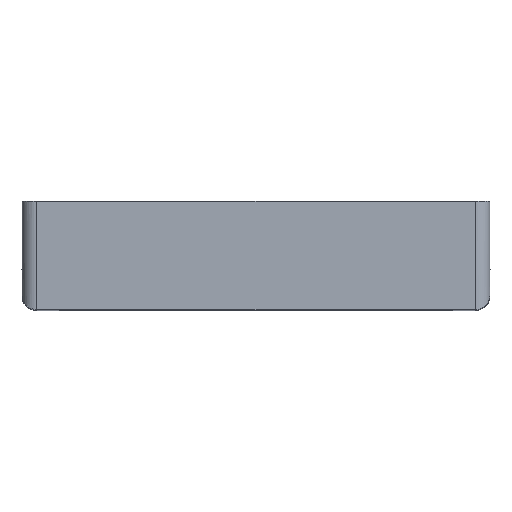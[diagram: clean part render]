
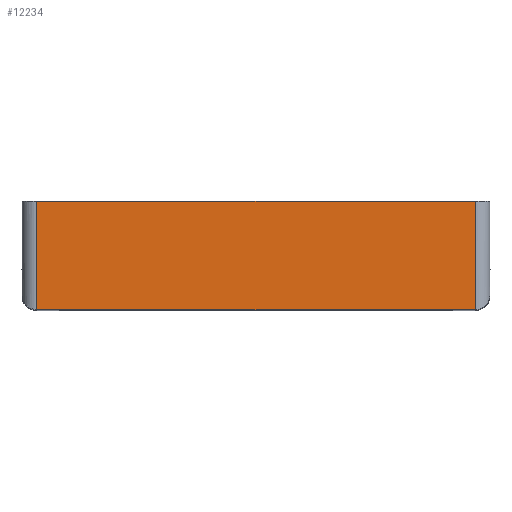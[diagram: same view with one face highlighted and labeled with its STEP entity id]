
A CAD part, top view. The second image highlights one B-rep face of the part: STEP entity #12234.
In plain terms, the highlighted planar face has unit normal (0, 0, 1).
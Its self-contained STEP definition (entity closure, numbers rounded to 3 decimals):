
#75 = EDGE_CURVE ( 'NONE', #200, #4875, #11694, .T. ) ;
#200 = VERTEX_POINT ( 'NONE', #9810 ) ;
#664 = PLANE ( 'NONE',  #2925 ) ;
#1251 = LINE ( 'NONE', #5216, #8127 ) ;
#1555 = ORIENTED_EDGE ( 'NONE', *, *, #75, .T. ) ;
#1600 = VECTOR ( 'NONE', #10262, 1000. ) ;
#2061 = CARTESIAN_POINT ( 'NONE',  ( 47.5, 22., 70. ) ) ;
#2618 = DIRECTION ( 'NONE',  ( 0., 0., 1. ) ) ;
#2925 = AXIS2_PLACEMENT_3D ( 'NONE', #4626, #2618, #11553 ) ;
#3008 = CARTESIAN_POINT ( 'NONE',  ( -44.5, 0., 70. ) ) ;
#3626 = VERTEX_POINT ( 'NONE', #6388 ) ;
#3733 = CARTESIAN_POINT ( 'NONE',  ( 44.5, 22., 70. ) ) ;
#4230 = ORIENTED_EDGE ( 'NONE', *, *, #5554, .T. ) ;
#4537 = EDGE_CURVE ( 'NONE', #4875, #3626, #6202, .T. ) ;
#4626 = CARTESIAN_POINT ( 'NONE',  ( 47.5, 22., 70. ) ) ;
#4875 = VERTEX_POINT ( 'NONE', #3733 ) ;
#5216 = CARTESIAN_POINT ( 'NONE',  ( 47.5, 0., 70. ) ) ;
#5554 = EDGE_CURVE ( 'NONE', #3626, #11194, #7296, .T. ) ;
#5712 = FACE_OUTER_BOUND ( 'NONE', #9836, .T. ) ;
#5785 = CARTESIAN_POINT ( 'NONE',  ( 44.5, 22., 70. ) ) ;
#6202 = LINE ( 'NONE', #2061, #12607 ) ;
#6388 = CARTESIAN_POINT ( 'NONE',  ( -44.5, 22., 70. ) ) ;
#7296 = LINE ( 'NONE', #11246, #1600 ) ;
#8127 = VECTOR ( 'NONE', #11950, 1000. ) ;
#8184 = ORIENTED_EDGE ( 'NONE', *, *, #8576, .F. ) ;
#8576 = EDGE_CURVE ( 'NONE', #200, #11194, #1251, .T. ) ;
#8642 = VECTOR ( 'NONE', #12729, 1000. ) ;
#9001 = ORIENTED_EDGE ( 'NONE', *, *, #4537, .T. ) ;
#9059 = DIRECTION ( 'NONE',  ( -1., 0., 0. ) ) ;
#9810 = CARTESIAN_POINT ( 'NONE',  ( 44.5, 0., 70. ) ) ;
#9836 = EDGE_LOOP ( 'NONE', ( #9001, #4230, #8184, #1555 ) ) ;
#10262 = DIRECTION ( 'NONE',  ( 0., -1., 0. ) ) ;
#11194 = VERTEX_POINT ( 'NONE', #3008 ) ;
#11246 = CARTESIAN_POINT ( 'NONE',  ( -44.5, 0., 70. ) ) ;
#11553 = DIRECTION ( 'NONE',  ( 1., 0., 0. ) ) ;
#11694 = LINE ( 'NONE', #5785, #8642 ) ;
#11950 = DIRECTION ( 'NONE',  ( -1., 0., 0. ) ) ;
#12234 = ADVANCED_FACE ( 'NONE', ( #5712 ), #664, .T. ) ;
#12607 = VECTOR ( 'NONE', #9059, 1000. ) ;
#12729 = DIRECTION ( 'NONE',  ( 0., 1., 0. ) ) ;
